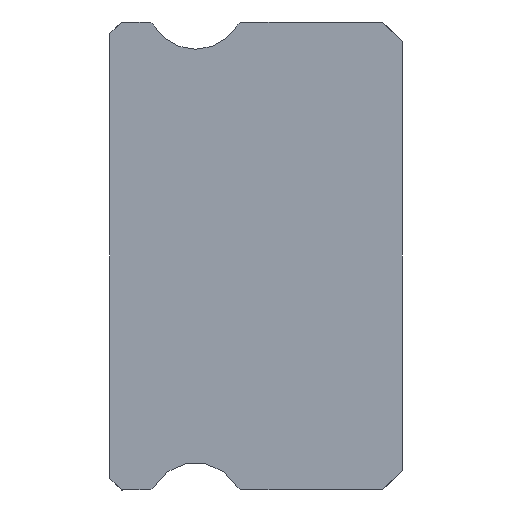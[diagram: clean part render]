
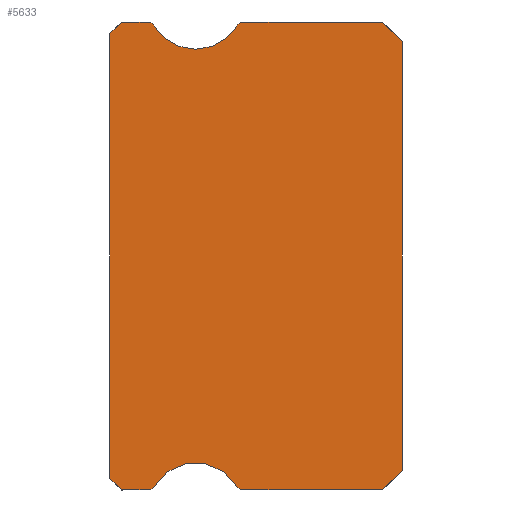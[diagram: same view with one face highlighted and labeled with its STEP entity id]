
A CAD part, left-side view. The second image highlights one B-rep face of the part: STEP entity #5633.
In plain terms, the highlighted planar face has unit normal (-1, 0, 0).
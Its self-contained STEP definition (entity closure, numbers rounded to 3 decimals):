
#83 = CARTESIAN_POINT ( 'NONE',  ( -15., 6.512, -5.85 ) ) ;
#153 = CARTESIAN_POINT ( 'NONE',  ( -15., 4.088, -5.85 ) ) ;
#202 = ORIENTED_EDGE ( 'NONE', *, *, #7575, .F. ) ;
#250 = LINE ( 'NONE', #2788, #731 ) ;
#325 = ORIENTED_EDGE ( 'NONE', *, *, #9663, .F. ) ;
#331 = CARTESIAN_POINT ( 'NONE',  ( -15., 6.512, 6. ) ) ;
#386 = AXIS2_PLACEMENT_3D ( 'NONE', #5775, #1774, #1210 ) ;
#604 = DIRECTION ( 'NONE',  ( 0., 0., 1. ) ) ;
#731 = VECTOR ( 'NONE', #4321, 1000. ) ;
#768 = ORIENTED_EDGE ( 'NONE', *, *, #9131, .F. ) ;
#1120 = DIRECTION ( 'NONE',  ( 0., 0., 1. ) ) ;
#1123 = LINE ( 'NONE', #6664, #9771 ) ;
#1210 = DIRECTION ( 'NONE',  ( 0., 0., -1. ) ) ;
#1231 = DIRECTION ( 'NONE',  ( -1., 0., 0. ) ) ;
#1260 = ORIENTED_EDGE ( 'NONE', *, *, #10037, .F. ) ;
#1403 = EDGE_CURVE ( 'NONE', #2485, #8968, #7802, .T. ) ;
#1404 = DIRECTION ( 'NONE',  ( 1., 0., 0. ) ) ;
#1475 = ORIENTED_EDGE ( 'NONE', *, *, #5422, .T. ) ;
#1483 = CARTESIAN_POINT ( 'NONE',  ( -15., 4.088, -6. ) ) ;
#1494 = ORIENTED_EDGE ( 'NONE', *, *, #8477, .T. ) ;
#1512 = VECTOR ( 'NONE', #604, 1000. ) ;
#1517 = DIRECTION ( 'NONE',  ( 0., 0., -1. ) ) ;
#1600 = LINE ( 'NONE', #4817, #2515 ) ;
#1651 = CARTESIAN_POINT ( 'NONE',  ( -15., 7.5, 5.7 ) ) ;
#1652 = CIRCLE ( 'NONE', #5524, 0.15 ) ;
#1678 = DIRECTION ( 'NONE',  ( 0., 0., -1. ) ) ;
#1774 = DIRECTION ( 'NONE',  ( -1., 0., 0. ) ) ;
#1812 = DIRECTION ( 'NONE',  ( 0., -0.707, -0.707 ) ) ;
#1884 = VERTEX_POINT ( 'NONE', #331 ) ;
#2026 = VERTEX_POINT ( 'NONE', #4841 ) ;
#2167 = VERTEX_POINT ( 'NONE', #10215 ) ;
#2248 = CARTESIAN_POINT ( 'NONE',  ( -15., 6.383, -5.925 ) ) ;
#2332 = ORIENTED_EDGE ( 'NONE', *, *, #6325, .T. ) ;
#2408 = CARTESIAN_POINT ( 'NONE',  ( -15., 6.512, 5.85 ) ) ;
#2468 = VERTEX_POINT ( 'NONE', #3731 ) ;
#2485 = VERTEX_POINT ( 'NONE', #7896 ) ;
#2497 = CIRCLE ( 'NONE', #7011, 1.25 ) ;
#2515 = VECTOR ( 'NONE', #6428, 1000. ) ;
#2608 = AXIS2_PLACEMENT_3D ( 'NONE', #10004, #9195, #4551 ) ;
#2614 = CARTESIAN_POINT ( 'NONE',  ( -15., 6.512, -6. ) ) ;
#2642 = EDGE_CURVE ( 'NONE', #2965, #6307, #1652, .T. ) ;
#2788 = CARTESIAN_POINT ( 'NONE',  ( -15., 7.2, 6. ) ) ;
#2879 = VERTEX_POINT ( 'NONE', #7720 ) ;
#2965 = VERTEX_POINT ( 'NONE', #2248 ) ;
#3094 = CIRCLE ( 'NONE', #386, 1.25 ) ;
#3170 = VERTEX_POINT ( 'NONE', #4825 ) ;
#3410 = LINE ( 'NONE', #2614, #9607 ) ;
#3429 = DIRECTION ( 'NONE',  ( 1., 0., 0. ) ) ;
#3459 = ORIENTED_EDGE ( 'NONE', *, *, #9696, .T. ) ;
#3618 = DIRECTION ( 'NONE',  ( 0., -1., 0. ) ) ;
#3731 = CARTESIAN_POINT ( 'NONE',  ( -15., 7.2, -6. ) ) ;
#3933 = CARTESIAN_POINT ( 'NONE',  ( -15., 0., -5.5 ) ) ;
#4002 = VECTOR ( 'NONE', #3618, 1000. ) ;
#4016 = CARTESIAN_POINT ( 'NONE',  ( -15., 4.088, 6. ) ) ;
#4256 = DIRECTION ( 'NONE',  ( 0., 0., -1. ) ) ;
#4267 = CARTESIAN_POINT ( 'NONE',  ( -15., 6.512, -6. ) ) ;
#4273 = AXIS2_PLACEMENT_3D ( 'NONE', #2408, #7339, #6498 ) ;
#4320 = ORIENTED_EDGE ( 'NONE', *, *, #2642, .F. ) ;
#4321 = DIRECTION ( 'NONE',  ( 0., 1., 0. ) ) ;
#4354 = AXIS2_PLACEMENT_3D ( 'NONE', #7292, #4840, #1678 ) ;
#4551 = DIRECTION ( 'NONE',  ( 0., 0., -1. ) ) ;
#4731 = PLANE ( 'NONE',  #6320 ) ;
#4817 = CARTESIAN_POINT ( 'NONE',  ( -15., 0.5, 6. ) ) ;
#4825 = CARTESIAN_POINT ( 'NONE',  ( -15., 7.2, 6. ) ) ;
#4840 = DIRECTION ( 'NONE',  ( 1., 0., 0. ) ) ;
#4841 = CARTESIAN_POINT ( 'NONE',  ( -15., 0.5, 6. ) ) ;
#4909 = CARTESIAN_POINT ( 'NONE',  ( -15., 0., -5.5 ) ) ;
#4948 = CARTESIAN_POINT ( 'NONE',  ( -15., 0.5, -6. ) ) ;
#5090 = VERTEX_POINT ( 'NONE', #4016 ) ;
#5101 = VERTEX_POINT ( 'NONE', #9936 ) ;
#5142 = LINE ( 'NONE', #8346, #9085 ) ;
#5327 = ORIENTED_EDGE ( 'NONE', *, *, #1403, .F. ) ;
#5378 = EDGE_CURVE ( 'NONE', #7771, #8078, #6258, .T. ) ;
#5422 = EDGE_CURVE ( 'NONE', #3170, #8665, #5886, .T. ) ;
#5524 = AXIS2_PLACEMENT_3D ( 'NONE', #83, #5525, #1517 ) ;
#5525 = DIRECTION ( 'NONE',  ( 1., 0., 0. ) ) ;
#5526 = DIRECTION ( 'NONE',  ( 0., 0., -1. ) ) ;
#5633 = ADVANCED_FACE ( 'NONE', ( #8789 ), #4731, .F. ) ;
#5775 = CARTESIAN_POINT ( 'NONE',  ( -15., 5.3, 6.55 ) ) ;
#5886 = LINE ( 'NONE', #8255, #9183 ) ;
#5913 = EDGE_LOOP ( 'NONE', ( #1475, #8691, #9096, #3459, #4320, #10236, #768, #1260, #9943, #1494, #7361, #202, #325, #5327, #9644, #8277, #2332 ) ) ;
#6079 = EDGE_CURVE ( 'NONE', #1884, #2167, #8652, .T. ) ;
#6131 = CARTESIAN_POINT ( 'NONE',  ( -15., 4.217, -5.925 ) ) ;
#6149 = VECTOR ( 'NONE', #9060, 1000. ) ;
#6246 = EDGE_CURVE ( 'NONE', #2167, #2485, #3094, .T. ) ;
#6250 = LINE ( 'NONE', #8739, #1512 ) ;
#6258 = LINE ( 'NONE', #4909, #6149 ) ;
#6303 = CARTESIAN_POINT ( 'NONE',  ( -15., 6.512, 5.85 ) ) ;
#6307 = VERTEX_POINT ( 'NONE', #4267 ) ;
#6320 = AXIS2_PLACEMENT_3D ( 'NONE', #6303, #1404, #5526 ) ;
#6325 = EDGE_CURVE ( 'NONE', #1884, #3170, #250, .T. ) ;
#6428 = DIRECTION ( 'NONE',  ( 0., -0.707, -0.707 ) ) ;
#6498 = DIRECTION ( 'NONE',  ( 0., 0., -1. ) ) ;
#6664 = CARTESIAN_POINT ( 'NONE',  ( -15., 6.512, -6. ) ) ;
#6728 = CARTESIAN_POINT ( 'NONE',  ( -15., 5.3, -6.55 ) ) ;
#7011 = AXIS2_PLACEMENT_3D ( 'NONE', #6728, #1231, #4256 ) ;
#7029 = AXIS2_PLACEMENT_3D ( 'NONE', #153, #3429, #9011 ) ;
#7034 = CIRCLE ( 'NONE', #4354, 0.15 ) ;
#7143 = VERTEX_POINT ( 'NONE', #1483 ) ;
#7200 = DIRECTION ( 'NONE',  ( 0., 1., 0. ) ) ;
#7292 = CARTESIAN_POINT ( 'NONE',  ( -15., 4.088, 5.85 ) ) ;
#7339 = DIRECTION ( 'NONE',  ( 1., 0., 0. ) ) ;
#7361 = ORIENTED_EDGE ( 'NONE', *, *, #9915, .F. ) ;
#7459 = LINE ( 'NONE', #7612, #4002 ) ;
#7575 = EDGE_CURVE ( 'NONE', #5090, #2026, #7459, .T. ) ;
#7612 = CARTESIAN_POINT ( 'NONE',  ( -15., 6.512, 6. ) ) ;
#7720 = CARTESIAN_POINT ( 'NONE',  ( -15., 0., 5.5 ) ) ;
#7771 = VERTEX_POINT ( 'NONE', #3933 ) ;
#7802 = CIRCLE ( 'NONE', #2608, 1.25 ) ;
#7896 = CARTESIAN_POINT ( 'NONE',  ( -15., 5.3, 5.3 ) ) ;
#8078 = VERTEX_POINT ( 'NONE', #4948 ) ;
#8135 = EDGE_CURVE ( 'NONE', #8634, #2965, #2497, .T. ) ;
#8255 = CARTESIAN_POINT ( 'NONE',  ( -15., 7.5, 5.7 ) ) ;
#8277 = ORIENTED_EDGE ( 'NONE', *, *, #6079, .F. ) ;
#8281 = CARTESIAN_POINT ( 'NONE',  ( -15., 7.2, -6. ) ) ;
#8346 = CARTESIAN_POINT ( 'NONE',  ( -15., 0., 5.5 ) ) ;
#8477 = EDGE_CURVE ( 'NONE', #7771, #2879, #5142, .T. ) ;
#8575 = CIRCLE ( 'NONE', #7029, 0.15 ) ;
#8605 = CARTESIAN_POINT ( 'NONE',  ( -15., 4.217, 5.925 ) ) ;
#8634 = VERTEX_POINT ( 'NONE', #6131 ) ;
#8652 = CIRCLE ( 'NONE', #4273, 0.15 ) ;
#8665 = VERTEX_POINT ( 'NONE', #1651 ) ;
#8686 = EDGE_CURVE ( 'NONE', #5101, #2468, #9833, .T. ) ;
#8691 = ORIENTED_EDGE ( 'NONE', *, *, #9308, .F. ) ;
#8739 = CARTESIAN_POINT ( 'NONE',  ( -15., 7.5, 5.85 ) ) ;
#8789 = FACE_OUTER_BOUND ( 'NONE', #5913, .T. ) ;
#8968 = VERTEX_POINT ( 'NONE', #8605 ) ;
#9011 = DIRECTION ( 'NONE',  ( 0., 0., -1. ) ) ;
#9060 = DIRECTION ( 'NONE',  ( 0., 0.707, -0.707 ) ) ;
#9085 = VECTOR ( 'NONE', #1120, 1000. ) ;
#9096 = ORIENTED_EDGE ( 'NONE', *, *, #8686, .T. ) ;
#9099 = DIRECTION ( 'NONE',  ( 0., 0.707, -0.707 ) ) ;
#9131 = EDGE_CURVE ( 'NONE', #7143, #8634, #8575, .T. ) ;
#9183 = VECTOR ( 'NONE', #9099, 1000. ) ;
#9195 = DIRECTION ( 'NONE',  ( -1., 0., 0. ) ) ;
#9308 = EDGE_CURVE ( 'NONE', #5101, #8665, #6250, .T. ) ;
#9607 = VECTOR ( 'NONE', #7200, 1000. ) ;
#9644 = ORIENTED_EDGE ( 'NONE', *, *, #6246, .F. ) ;
#9663 = EDGE_CURVE ( 'NONE', #8968, #5090, #7034, .T. ) ;
#9696 = EDGE_CURVE ( 'NONE', #2468, #6307, #1123, .T. ) ;
#9752 = DIRECTION ( 'NONE',  ( 0., -1., 0. ) ) ;
#9771 = VECTOR ( 'NONE', #9752, 1000. ) ;
#9833 = LINE ( 'NONE', #8281, #10426 ) ;
#9915 = EDGE_CURVE ( 'NONE', #2026, #2879, #1600, .T. ) ;
#9936 = CARTESIAN_POINT ( 'NONE',  ( -15., 7.5, -5.7 ) ) ;
#9943 = ORIENTED_EDGE ( 'NONE', *, *, #5378, .F. ) ;
#10004 = CARTESIAN_POINT ( 'NONE',  ( -15., 5.3, 6.55 ) ) ;
#10037 = EDGE_CURVE ( 'NONE', #8078, #7143, #3410, .T. ) ;
#10215 = CARTESIAN_POINT ( 'NONE',  ( -15., 6.383, 5.925 ) ) ;
#10236 = ORIENTED_EDGE ( 'NONE', *, *, #8135, .F. ) ;
#10426 = VECTOR ( 'NONE', #1812, 1000. ) ;
